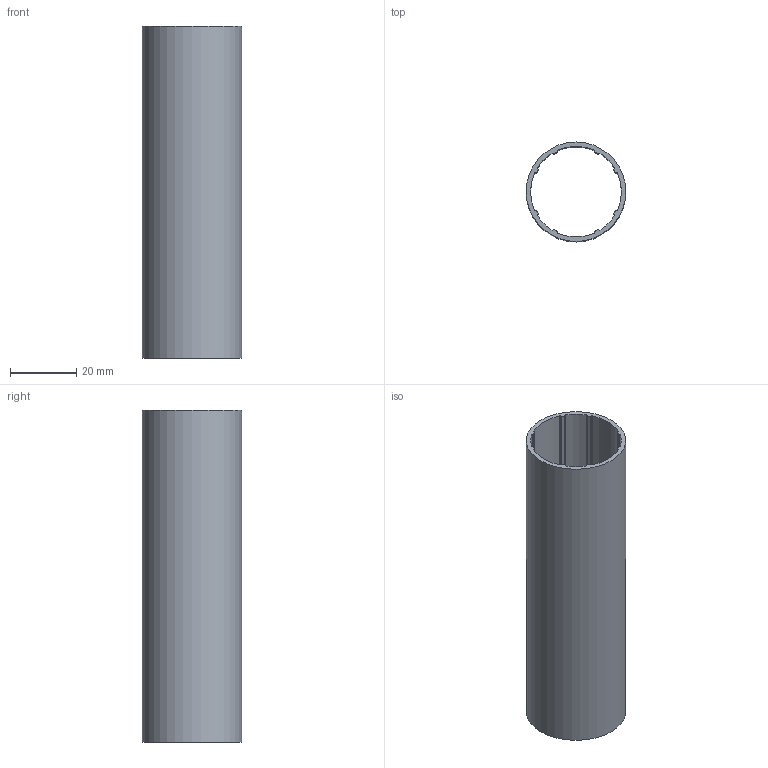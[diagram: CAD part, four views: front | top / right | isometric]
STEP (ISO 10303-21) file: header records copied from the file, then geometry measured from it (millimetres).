
FILE_DESCRIPTION(('FreeCAD Model'),'2;1');
FILE_NAME('Open CASCADE Shape Model','2024-10-15T10:01:41',(''),(''), 'Open CASCADE STEP processor 7.6','FreeCAD','Unknown');
FILE_SCHEMA(('AUTOMOTIVE_DESIGN { 1 0 10303 214 1 1 1 1 }'));
Length unit declared in the file: millimetre
Products named in the file (1): STI6-TCD30
Bounding box: 30 x 30 x 100 mm (x, y, z)
Volume: 12696.4 mm3; surface area: 18672.9 mm2
Topology: 1 solids, 1 shells, 67 faces, 195 edges, 130 vertices
Faces by surface type: cylinder 49, plane 18
Full cylindrical faces by diameter (mm): 30 x1
Entity records: 4974 total; most frequent: CARTESIAN_POINT 1078, DIRECTION 769, ORIENTED_EDGE 390, PCURVE 390, DEFINITIONAL_REPRESENTATION 390, LINE 388, VECTOR 388, EDGE_CURVE 195
